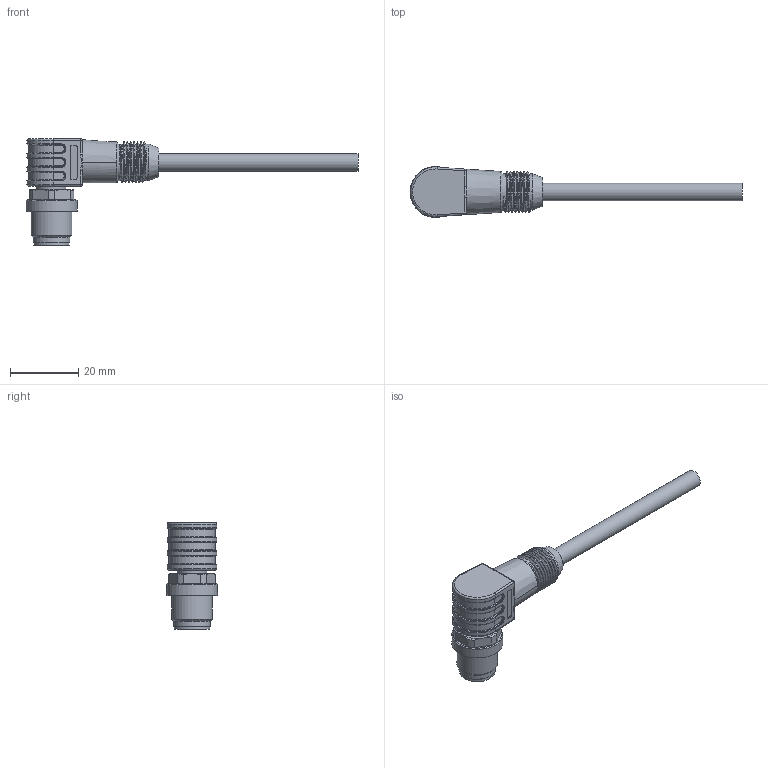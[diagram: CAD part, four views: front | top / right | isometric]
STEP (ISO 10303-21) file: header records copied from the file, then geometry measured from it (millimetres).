
FILE_DESCRIPTION(/* description */ (''),/* implementation_level */ '2;1');
FILE_NAME(/* name */ 'AL-WWASG4.stp',/* time_stamp */ '2016-12-09T13:54:39+01:00',/* author */ (''),/* organization */ (''),/* preprocessor_version */ 'ST-DEVELOPER v16',/* originating_system */ 'SIEMENS PLM Software NX 10.0',/* authorisation */ '');
FILE_SCHEMA (('AUTOMOTIVE_DESIGN { 1 0 10303 214 3 1 1 1 }'));
Length unit declared in the file: millimetre
Products named in the file (1): AL-WWASG4
Bounding box: 97.55 x 15 x 31.4 mm (x, y, z)
Volume: 8126.7 mm3; surface area: 4351.4 mm2
Topology: 1 solids, 1 shells, 356 faces, 873 edges, 522 vertices
Faces by surface type: cylinder 130, plane 103, bspline 55, extrusion 25, torus 24, cone 11, sphere 8
Full cylindrical faces by diameter (mm): 1 x4, 5.2 x1, 8.3 x1, 8.7 x1, 10.5 x1, 10.8 x1, 12 x1, 15 x1
Entity records: 15250 total; most frequent: CARTESIAN_POINT 7555, ORIENTED_EDGE 1658, DIRECTION 1433, EDGE_CURVE 829, AXIS2_PLACEMENT_3D 523, VERTEX_POINT 510, EDGE_LOOP 391, VECTOR 387
